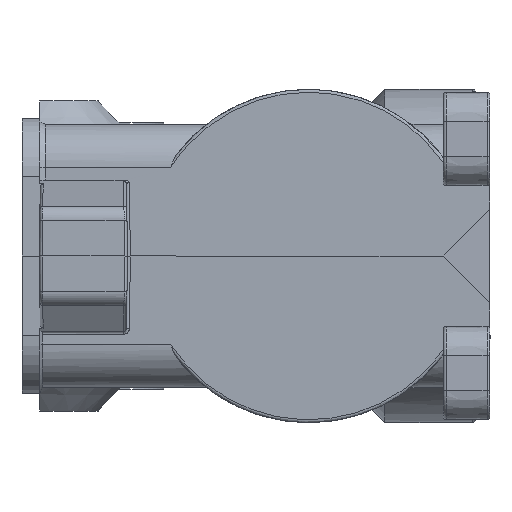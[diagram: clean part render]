
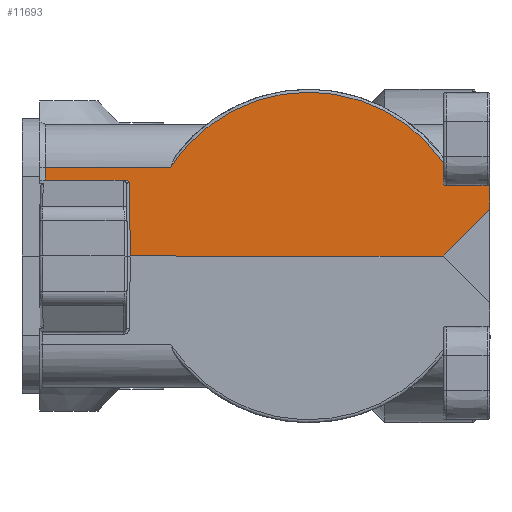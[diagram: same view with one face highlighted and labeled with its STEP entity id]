
A CAD part, left-side view. The second image highlights one B-rep face of the part: STEP entity #11693.
In plain terms, the highlighted planar face has unit normal (-1, 0, 0.009).
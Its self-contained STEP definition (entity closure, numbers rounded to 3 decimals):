
#1211=DIRECTION('',(-0.009,0.,-1.));
#1212=VECTOR('',#1211,3.47);
#1213=CARTESIAN_POINT('',(-59.361,0.,
15.974));
#1214=LINE('',#1213,#1212);
#1247=CARTESIAN_POINT('',(-59.369,46.604,15.067));
#1256=DIRECTION('',(0.,-1.,0.));
#1257=VECTOR('',#1256,21.396);
#1258=CARTESIAN_POINT('',(-59.369,68.,15.065));
#1259=LINE('',#1258,#1257);
#1264=CARTESIAN_POINT('',(-59.395,-0.504,
12.004));
#1265=CARTESIAN_POINT('',(-59.395,-0.434,
12.004));
#1266=CARTESIAN_POINT('',(-59.395,-0.306,
12.03));
#1267=CARTESIAN_POINT('',(-59.394,-0.139,
12.14));
#1268=CARTESIAN_POINT('',(-59.393,-0.027,
12.306));
#1269=CARTESIAN_POINT('',(-59.391,0.,12.434));
#1270=CARTESIAN_POINT('',(-59.391,0.,12.504));
#1272=DIRECTION('',(0.,1.,-0.009));
#1273=VECTOR('',#1272,7.);
#1274=CARTESIAN_POINT('',(-59.395,-7.504,
12.065));
#1275=LINE('',#1274,#1273);
#1276=CARTESIAN_POINT('',(-59.39,-8.,12.565));
#1277=CARTESIAN_POINT('',(-59.392,-8.,
12.4));
#1278=CARTESIAN_POINT('',(-59.394,-7.875,
12.193));
#1279=CARTESIAN_POINT('',(-59.395,-7.67,
12.067));
#1280=CARTESIAN_POINT('',(-59.395,-7.504,
12.065));
#1282=DIRECTION('',(-0.009,-0.009,-1.));
#1283=VECTOR('',#1282,12.608);
#1284=CARTESIAN_POINT('',(-59.39,53.61,12.607));
#1285=LINE('',#1284,#1283);
#1286=CARTESIAN_POINT('',(-59.361,0.,
15.974));
#1287=CARTESIAN_POINT('',(-59.328,2.617,19.743));
#1288=CARTESIAN_POINT('',(-59.273,9.74,25.965));
#1289=CARTESIAN_POINT('',(-59.246,23.567,29.15));
#1290=CARTESIAN_POINT('',(-59.278,37.258,25.43));
#1291=CARTESIAN_POINT('',(-59.335,44.135,18.935));
#1292=CARTESIAN_POINT('',(-59.369,46.604,15.067));
#2687=DIRECTION('',(0.,1.,0.));
#2688=VECTOR('',#2687,13.623);
#2689=CARTESIAN_POINT('',(-59.387,54.377,12.991));
#2690=LINE('',#2689,#2688);
#2696=CARTESIAN_POINT('',(-59.387,54.377,12.991));
#2702=DIRECTION('',(0.009,0.,1.));
#2703=VECTOR('',#2702,2.078);
#2704=CARTESIAN_POINT('',(-59.387,68.,12.987));
#2705=LINE('',#2704,#2703);
#2728=CARTESIAN_POINT('',(-59.39,53.61,12.607));
#2729=CARTESIAN_POINT('',(-59.389,53.691,12.689));
#2730=CARTESIAN_POINT('',(-59.388,53.853,12.829));
#2731=CARTESIAN_POINT('',(-59.386,54.125,12.971));
#2732=CARTESIAN_POINT('',(-59.387,54.3,12.991));
#2733=CARTESIAN_POINT('',(-59.387,54.377,12.991));
#2817=CARTESIAN_POINT('',(-59.5,53.5,0.));
#2819=CARTESIAN_POINT('',(-59.39,53.61,12.607));
#2832=DIRECTION('',(0.,1.,0.));
#2833=VECTOR('',#2832,53.5);
#2834=CARTESIAN_POINT('',(-59.5,0.,0.));
#2835=LINE('',#2834,#2833);
#3208=DIRECTION('',(-0.009,0.,-1.));
#3209=VECTOR('',#3208,4.566);
#3210=CARTESIAN_POINT('',(-59.39,-8.,12.565));
#3211=LINE('',#3210,#3209);
#3482=DIRECTION('',(-0.006,0.707,-0.707));
#3483=VECTOR('',#3482,11.314);
#3484=CARTESIAN_POINT('',(-59.43,-8.,8.));
#3485=LINE('',#3484,#3483);
#9173=CARTESIAN_POINT('',(-59.369,68.,15.065));
#9175=VERTEX_POINT('',#9173);
#9196=VERTEX_POINT('',#2817);
#9209=VERTEX_POINT('',#1247);
#9212=CARTESIAN_POINT('',(-59.387,68.,12.987));
#9213=VERTEX_POINT('',#9212);
#9217=VERTEX_POINT('',#2696);
#9218=VERTEX_POINT('',#2819);
#9220=CARTESIAN_POINT('',(-59.43,-8.,8.));
#9221=CARTESIAN_POINT('',(-59.5,0.,0.));
#9222=VERTEX_POINT('',#9220);
#9223=VERTEX_POINT('',#9221);
#9226=CARTESIAN_POINT('',(-59.39,-8.,12.565));
#9227=VERTEX_POINT('',#9226);
#9230=CARTESIAN_POINT('',(-59.395,-7.504,
12.065));
#9231=CARTESIAN_POINT('',(-59.395,-0.504,
12.004));
#9232=VERTEX_POINT('',#9230);
#9233=VERTEX_POINT('',#9231);
#9234=CARTESIAN_POINT('',(-59.361,0.,
15.974));
#9235=CARTESIAN_POINT('',(-59.391,0.,12.504));
#9236=VERTEX_POINT('',#9234);
#9237=VERTEX_POINT('',#9235);
#11663=CARTESIAN_POINT('',(-59.5,0.,0.));
#11664=DIRECTION('',(-1.,0.,0.009));
#11665=DIRECTION('',(0.009,0.,1.));
#11666=AXIS2_PLACEMENT_3D('',#11663,#11664,#11665);
#11667=PLANE('',#11666);
#11668=ORIENTED_EDGE('',*,*,#11577,.T.);
#11670=ORIENTED_EDGE('',*,*,#11669,.F.);
#11672=ORIENTED_EDGE('',*,*,#11671,.F.);
#11674=ORIENTED_EDGE('',*,*,#11673,.F.);
#11676=ORIENTED_EDGE('',*,*,#11675,.T.);
#11678=ORIENTED_EDGE('',*,*,#11677,.T.);
#11680=ORIENTED_EDGE('',*,*,#11679,.T.);
#11682=ORIENTED_EDGE('',*,*,#11681,.F.);
#11684=ORIENTED_EDGE('',*,*,#11683,.T.);
#11686=ORIENTED_EDGE('',*,*,#11685,.T.);
#11688=ORIENTED_EDGE('',*,*,#11687,.T.);
#11689=ORIENTED_EDGE('',*,*,#11653,.T.);
#11690=ORIENTED_EDGE('',*,*,#11642,.F.);
#11691=EDGE_LOOP('',(#11668,#11670,#11672,#11674,#11676,#11678,#11680,#11682,
#11684,#11686,#11688,#11689,#11690));
#11692=FACE_OUTER_BOUND('',#11691,.F.);
#11693=ADVANCED_FACE('',(#11692),#11667,.T.);
#1271=B_SPLINE_CURVE_WITH_KNOTS('',3,(#1264,#1265,#1266,#1267,#1268,#1269,
#1270),.UNSPECIFIED.,.F.,.F.,(4,1,1,1,4),(0.,0.25,0.5,0.75,1.),
.UNSPECIFIED.);
#1281=B_SPLINE_CURVE_WITH_KNOTS('',3,(#1276,#1277,#1278,#1279,#1280),
.UNSPECIFIED.,.F.,.F.,(4,1,4),(0.,0.5,1.),.UNSPECIFIED.);
#1293=B_SPLINE_CURVE_WITH_KNOTS('',3,(#1286,#1287,#1288,#1289,#1290,#1291,
#1292),.UNSPECIFIED.,.F.,.F.,(4,1,1,1,4),(0.,0.25,0.5,0.75,1.),
.UNSPECIFIED.);
#2734=B_SPLINE_CURVE_WITH_KNOTS('',3,(#2728,#2729,#2730,#2731,#2732,#2733),
.UNSPECIFIED.,.F.,.F.,(4,1,1,4),(0.,0.333,0.667,1.),
.UNSPECIFIED.);
#11577=EDGE_CURVE('',#9236,#9237,#1214,.T.);
#11642=EDGE_CURVE('',#9236,#9209,#1293,.T.);
#11653=EDGE_CURVE('',#9175,#9209,#1259,.T.);
#11669=EDGE_CURVE('',#9233,#9237,#1271,.T.);
#11671=EDGE_CURVE('',#9232,#9233,#1275,.T.);
#11673=EDGE_CURVE('',#9227,#9232,#1281,.T.);
#11675=EDGE_CURVE('',#9227,#9222,#3211,.T.);
#11677=EDGE_CURVE('',#9222,#9223,#3485,.T.);
#11679=EDGE_CURVE('',#9223,#9196,#2835,.T.);
#11681=EDGE_CURVE('',#9218,#9196,#1285,.T.);
#11683=EDGE_CURVE('',#9218,#9217,#2734,.T.);
#11685=EDGE_CURVE('',#9217,#9213,#2690,.T.);
#11687=EDGE_CURVE('',#9213,#9175,#2705,.T.);
